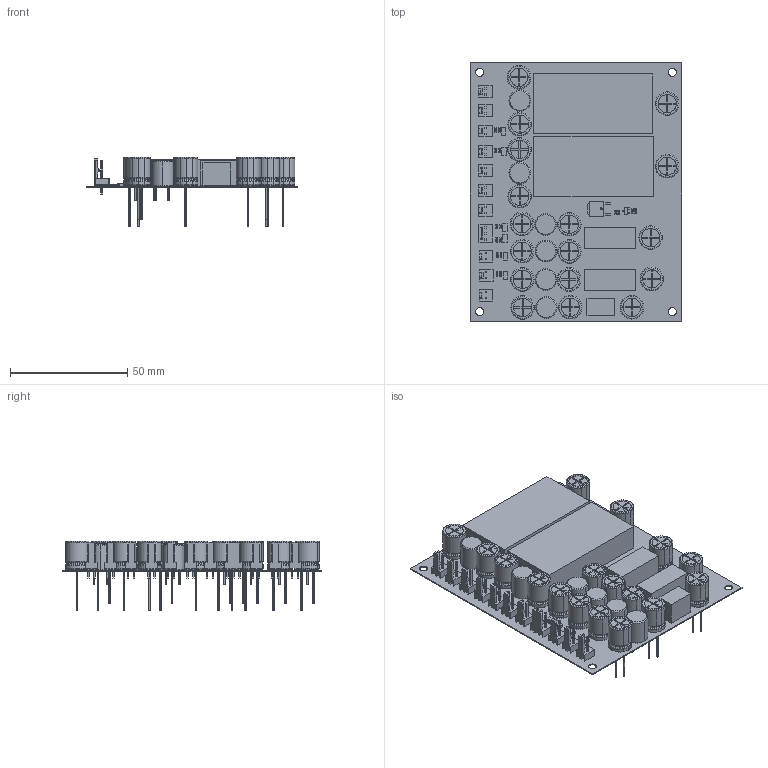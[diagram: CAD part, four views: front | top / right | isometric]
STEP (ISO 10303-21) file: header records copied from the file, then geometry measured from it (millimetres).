
FILE_DESCRIPTION(('Open CASCADE Model'),'2;1');
FILE_NAME('Open CASCADE Shape Model','2023-02-22T20:53:06',('Author'),( 'Open CASCADE'),'Open CASCADE STEP processor 6.8','Open CASCADE 6.8' ,'Unknown');
FILE_SCHEMA(('AUTOMOTIVE_DESIGN { 1 0 10303 214 1 1 1 1 }'));
Length unit declared in the file: millimetre
Products named in the file (108): PCB; Board; C2; 991252512; Extruded; C3; User_Library-0603(1608M)_Cap; C4; C6; 991252648; C7; C8; C13; C14; C15; C18; C19; C20; C25; C26; C27; C30; C31; C32; J8; 22-27-2031; Open CASCADE STEP translator 6.8 1.20.1.1; Open CASCADE STEP translator 6.8 1.20.1.2; R1; User_Library-0603(1608M)_Res; R2; R3; R4; J1; 22-27-2021; Open CASCADE STEP translator 6.8 1.25.1.1; Open CASCADE STEP translator 6.8 1.25.1.2; J2; J3; J4 ...
Assembly tree (160 placements, depth 5):
  PCB
    Board
    C2
      991252512
        Extruded
    C3
      User_Library-0603(1608M)_Cap
    C4
      User_Library-0603(1608M)_Cap
    C6
      991252648
        Extruded
    C7
      User_Library-0603(1608M)_Cap
    C8
      User_Library-0603(1608M)_Cap
    C13
      991252512
        Extruded
    C14
      User_Library-0603(1608M)_Cap
    C15
      User_Library-0603(1608M)_Cap
    C18
      991252512
        Extruded
    C19
      User_Library-0603(1608M)_Cap
    C20
      User_Library-0603(1608M)_Cap
    C25
      991252512
        Extruded
    C26
      User_Library-0603(1608M)_Cap
    C27
      User_Library-0603(1608M)_Cap
    C30
      991252512
        Extruded
    C31
      User_Library-0603(1608M)_Cap
    C32
      User_Library-0603(1608M)_Cap
    J8
      22-27-2031
        Open CASCADE STEP translator 6.8 1.20.1.1
        Open CASCADE STEP translator 6.8 1.20.1.2
    R1
      User_Library-0603(1608M)_Res
    R2
      User_Library-0603(1608M)_Res
    R3
      User_Library-0603(1608M)_Res
    R4
      User_Library-0603(1608M)_Res
    J1
      22-27-2021
        Open CASCADE STEP translator 6.8 1.25.1.1
        Open CASCADE STEP translator 6.8 1.25.1.2
Bounding box: 90 x 110 x 29.5 mm (x, y, z)
Volume: 60097.7 mm3; surface area: 53959 mm2
Topology: 177 solids, 178 shells, 4463 faces, 11310 edges, 7308 vertices
Faces by surface type: plane 1954, bspline 1152, cylinder 1003, torus 306, cone 48
Full cylindrical faces by diameter (mm): 0.6 x14, 0.73 x3, 0.8 x12, 0.825 x1, 0.85 x34, 1.19 x23, 1.2 x10, 3.4 x4
Entity records: 33561 total; most frequent: CARTESIAN_POINT 10881, ORIENTED_EDGE 3871, DIRECTION 3789, EDGE_CURVE 1936, AXIS2_PLACEMENT_3D 1337, VERTEX_POINT 1261, LINE 1115, VECTOR 1115
